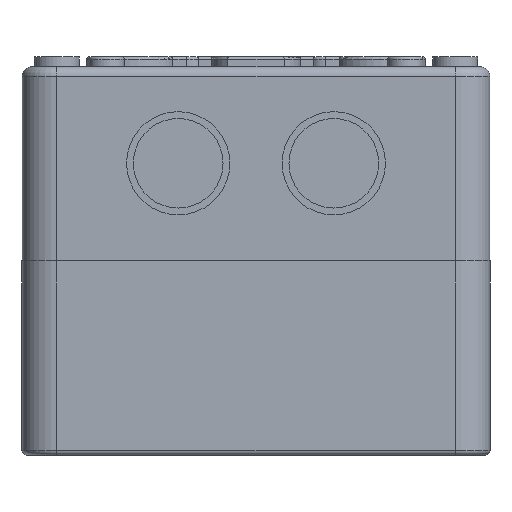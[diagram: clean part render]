
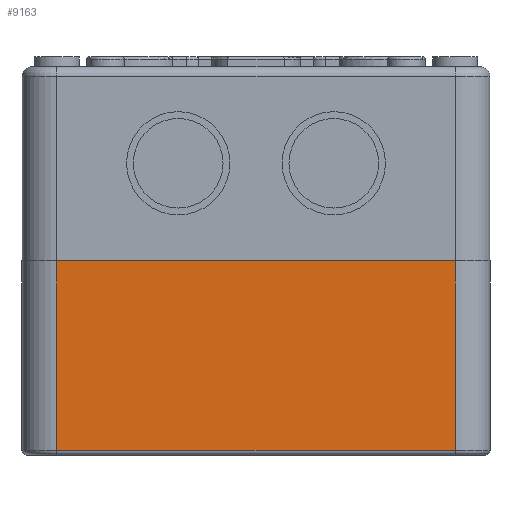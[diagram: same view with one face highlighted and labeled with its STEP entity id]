
A CAD part, front view. The second image highlights one B-rep face of the part: STEP entity #9163.
In plain terms, the highlighted planar face has unit normal (0, -1, 0).
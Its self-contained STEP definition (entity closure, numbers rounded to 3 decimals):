
#492=LINE('',#16259,#1042);
#559=LINE('',#16503,#1109);
#571=LINE('',#16539,#1121);
#572=LINE('',#16541,#1122);
#1042=VECTOR('',#13051,80.);
#1109=VECTOR('',#13308,80.);
#1121=VECTOR('',#13356,38.);
#1122=VECTOR('',#13359,38.);
#1664=PLANE('',#10390);
#2432=FACE_OUTER_BOUND('',#3195,.T.);
#3195=EDGE_LOOP('',(#8418,#8419,#8420,#8421));
#4642=VERTEX_POINT('',#16256);
#4643=VERTEX_POINT('',#16258);
#4721=VERTEX_POINT('',#16489);
#4725=VERTEX_POINT('',#16501);
#5843=EDGE_CURVE('',#4643,#4642,#492,.T.);
#5960=EDGE_CURVE('',#4725,#4721,#559,.T.);
#5979=EDGE_CURVE('',#4725,#4643,#571,.T.);
#5980=EDGE_CURVE('',#4721,#4642,#572,.T.);
#8418=ORIENTED_EDGE('',*,*,#5960,.F.);
#8419=ORIENTED_EDGE('',*,*,#5979,.T.);
#8420=ORIENTED_EDGE('',*,*,#5843,.T.);
#8421=ORIENTED_EDGE('',*,*,#5980,.F.);
#9163=ADVANCED_FACE('',(#2432),#1664,.T.);
#10390=AXIS2_PLACEMENT_3D('',#16540,#13357,#13358);
#13051=DIRECTION('',(-1.,0.,0.));
#13308=DIRECTION('',(-1.,0.,0.));
#13356=DIRECTION('',(0.,0.,1.));
#13357=DIRECTION('center_axis',(0.,-1.,0.));
#13358=DIRECTION('ref_axis',(0.,0.,-1.));
#13359=DIRECTION('',(0.,0.,1.));
#16256=CARTESIAN_POINT('',(-3.641,-102.18,39.));
#16258=CARTESIAN_POINT('',(76.359,-102.18,39.));
#16259=CARTESIAN_POINT('',(76.359,-102.18,39.));
#16489=CARTESIAN_POINT('',(-3.641,-102.18,1.));
#16501=CARTESIAN_POINT('',(76.359,-102.18,1.));
#16503=CARTESIAN_POINT('',(56.359,-102.18,1.));
#16539=CARTESIAN_POINT('',(76.359,-102.18,0.));
#16540=CARTESIAN_POINT('Origin',(76.359,-102.18,0.));
#16541=CARTESIAN_POINT('',(-3.641,-102.18,0.));
